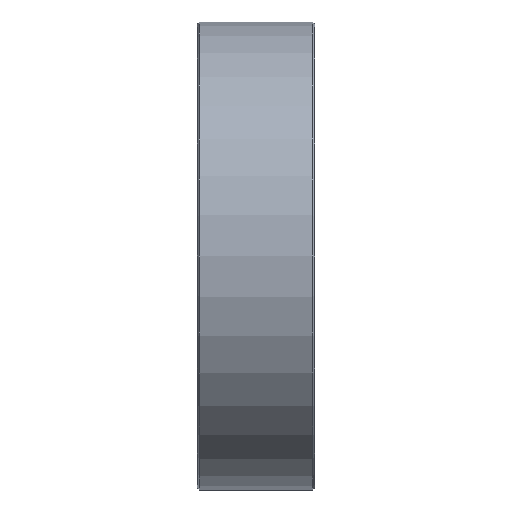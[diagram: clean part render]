
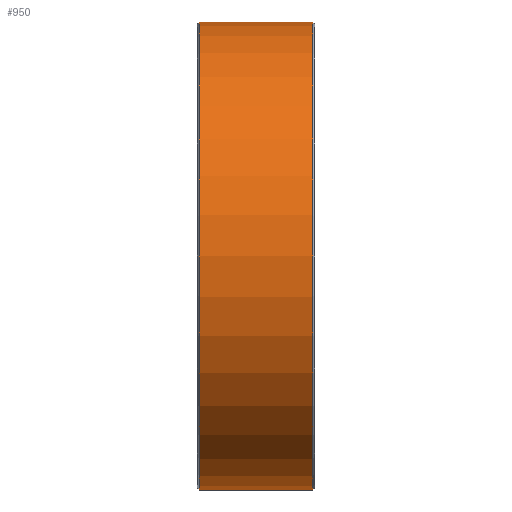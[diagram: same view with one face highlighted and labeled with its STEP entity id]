
A CAD part, left-side view. The second image highlights one B-rep face of the part: STEP entity #950.
In plain terms, the highlighted cylindrical face has radius 7.938 mm (diameter 15.875 mm), a partial arc.
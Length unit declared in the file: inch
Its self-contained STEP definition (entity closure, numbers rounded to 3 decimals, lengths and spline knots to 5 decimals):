
#42 = EDGE_LOOP ( 'NONE', ( #974, #1061, #1786, #1214 ) ) ;
#99 = EDGE_CURVE ( 'NONE', #1523, #1083, #575, .T. ) ;
#122 = AXIS2_PLACEMENT_3D ( 'NONE', #1018, #556, #712 ) ;
#156 = CIRCLE ( 'NONE', #317, 0.3125 ) ;
#316 = CARTESIAN_POINT ( 'NONE',  ( 0., 0.07813, 0. ) ) ;
#317 = AXIS2_PLACEMENT_3D ( 'NONE', #1565, #1727, #620 ) ;
#464 = DIRECTION ( 'NONE',  ( 0., 0., -1. ) ) ;
#482 = CARTESIAN_POINT ( 'NONE',  ( 0., 0.07563, -0.3125 ) ) ;
#500 = EDGE_CURVE ( 'NONE', #1448, #1083, #1673, .T. ) ;
#515 = CARTESIAN_POINT ( 'NONE',  ( 0., -0.07563, 0.3125 ) ) ;
#539 = CARTESIAN_POINT ( 'NONE',  ( 0., 0.07813, 0.3125 ) ) ;
#556 = DIRECTION ( 'NONE',  ( 0., 1., 0. ) ) ;
#575 = CIRCLE ( 'NONE', #122, 0.3125 ) ;
#620 = DIRECTION ( 'NONE',  ( 0., 0., 1. ) ) ;
#630 = CARTESIAN_POINT ( 'NONE',  ( 0., 0.07563, 0.3125 ) ) ;
#712 = DIRECTION ( 'NONE',  ( 0., 0., 1. ) ) ;
#950 = ADVANCED_FACE ( 'NONE', ( #2028 ), #1494, .T. ) ;
#974 = ORIENTED_EDGE ( 'NONE', *, *, #500, .F. ) ;
#991 = DIRECTION ( 'NONE',  ( 0., -1., 0. ) ) ;
#1018 = CARTESIAN_POINT ( 'NONE',  ( 0., -0.07563, 0. ) ) ;
#1061 = ORIENTED_EDGE ( 'NONE', *, *, #1441, .T. ) ;
#1083 = VERTEX_POINT ( 'NONE', #515 ) ;
#1214 = ORIENTED_EDGE ( 'NONE', *, *, #99, .T. ) ;
#1441 = EDGE_CURVE ( 'NONE', #1448, #1610, #156, .T. ) ;
#1448 = VERTEX_POINT ( 'NONE', #630 ) ;
#1494 = CYLINDRICAL_SURFACE ( 'NONE', #1587, 0.3125 ) ;
#1523 = VERTEX_POINT ( 'NONE', #1737 ) ;
#1565 = CARTESIAN_POINT ( 'NONE',  ( 0., 0.07563, 0. ) ) ;
#1587 = AXIS2_PLACEMENT_3D ( 'NONE', #316, #2040, #464 ) ;
#1602 = VECTOR ( 'NONE', #991, 39.37008 ) ;
#1610 = VERTEX_POINT ( 'NONE', #482 ) ;
#1634 = DIRECTION ( 'NONE',  ( 0., -1., 0. ) ) ;
#1673 = LINE ( 'NONE', #539, #2030 ) ;
#1727 = DIRECTION ( 'NONE',  ( 0., -1., 0. ) ) ;
#1737 = CARTESIAN_POINT ( 'NONE',  ( 0., -0.07563, -0.3125 ) ) ;
#1784 = CARTESIAN_POINT ( 'NONE',  ( 0., 0.07813, -0.3125 ) ) ;
#1786 = ORIENTED_EDGE ( 'NONE', *, *, #1787, .T. ) ;
#1787 = EDGE_CURVE ( 'NONE', #1610, #1523, #1803, .T. ) ;
#1803 = LINE ( 'NONE', #1784, #1602 ) ;
#2028 = FACE_OUTER_BOUND ( 'NONE', #42, .T. ) ;
#2030 = VECTOR ( 'NONE', #1634, 39.37008 ) ;
#2040 = DIRECTION ( 'NONE',  ( 0., -1., 0. ) ) ;
